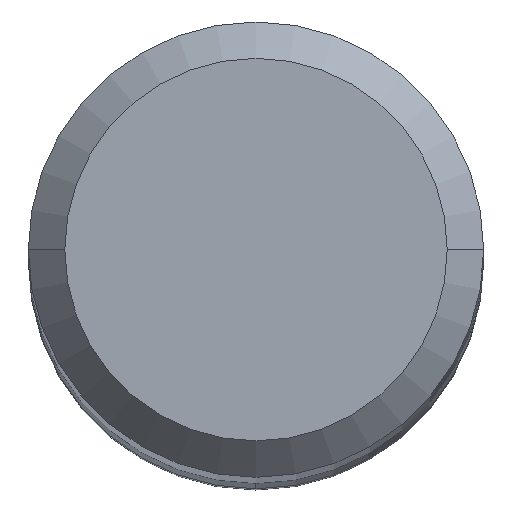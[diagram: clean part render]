
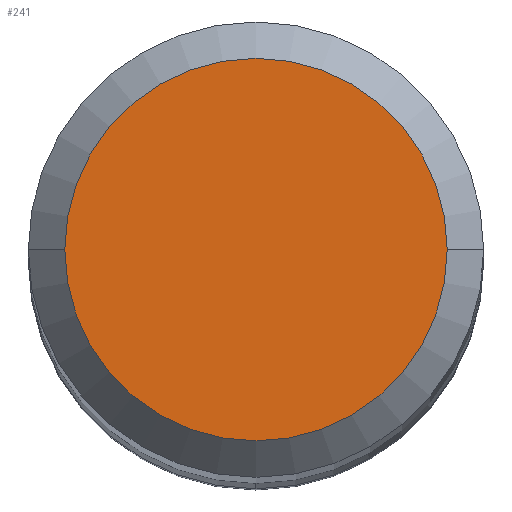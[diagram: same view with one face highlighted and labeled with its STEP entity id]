
A CAD part, top view. The second image highlights one B-rep face of the part: STEP entity #241.
In plain terms, the highlighted planar face has unit normal (0, 0, 1).
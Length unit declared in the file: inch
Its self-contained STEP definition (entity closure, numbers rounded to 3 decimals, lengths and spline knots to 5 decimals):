
#4 = AXIS2_PLACEMENT_3D ( 'NONE', #260, #298, #505 ) ;
#26 = AXIS2_PLACEMENT_3D ( 'NONE', #113, #341, #148 ) ;
#86 = CIRCLE ( 'NONE', #123, 0.105 ) ;
#113 = CARTESIAN_POINT ( 'NONE',  ( 0., 0.105, 0. ) ) ;
#123 = AXIS2_PLACEMENT_3D ( 'NONE', #152, #144, #254 ) ;
#124 = ORIENTED_EDGE ( 'NONE', *, *, #218, .T. ) ;
#144 = DIRECTION ( 'NONE',  ( 0., 0., 1. ) ) ;
#148 = DIRECTION ( 'NONE',  ( -1., 0., 0. ) ) ;
#152 = CARTESIAN_POINT ( 'NONE',  ( 0., 0., 0. ) ) ;
#157 = ORIENTED_EDGE ( 'NONE', *, *, #185, .T. ) ;
#185 = EDGE_CURVE ( 'NONE', #278, #324, #215, .T. ) ;
#215 = CIRCLE ( 'NONE', #4, 0.105 ) ;
#218 = EDGE_CURVE ( 'NONE', #324, #278, #86, .T. ) ;
#241 = ADVANCED_FACE ( 'NONE', ( #386 ), #332, .F. ) ;
#254 = DIRECTION ( 'NONE',  ( 1., 0., 0. ) ) ;
#260 = CARTESIAN_POINT ( 'NONE',  ( 0., 0., 0. ) ) ;
#278 = VERTEX_POINT ( 'NONE', #391 ) ;
#298 = DIRECTION ( 'NONE',  ( 0., 0., 1. ) ) ;
#314 = CARTESIAN_POINT ( 'NONE',  ( 0.105, 0., 0. ) ) ;
#323 = EDGE_LOOP ( 'NONE', ( #157, #124 ) ) ;
#324 = VERTEX_POINT ( 'NONE', #314 ) ;
#332 = PLANE ( 'NONE',  #26 ) ;
#341 = DIRECTION ( 'NONE',  ( 0., 0., -1. ) ) ;
#386 = FACE_OUTER_BOUND ( 'NONE', #323, .T. ) ;
#391 = CARTESIAN_POINT ( 'NONE',  ( -0.105, 0., 0. ) ) ;
#505 = DIRECTION ( 'NONE',  ( 1., 0., 0. ) ) ;
